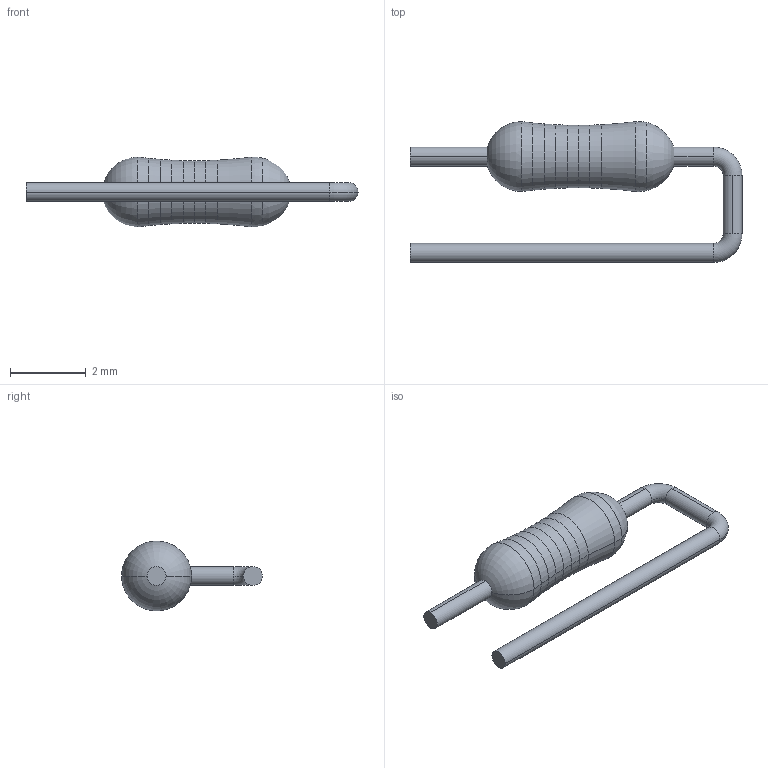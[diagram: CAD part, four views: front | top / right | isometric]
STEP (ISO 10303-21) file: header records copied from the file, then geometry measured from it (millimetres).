
FILE_DESCRIPTION (( 'STEP AP214' ), '1' );
FILE_NAME ('BD802CB6-05F2-49BD-B043-E93C21E22073.STEP', '2009-04-06T08:34:46', ( 'SysAdmin' ), ( 'SolidWorks' ), 'SwSTEP 2.0', 'SolidWorks 2009', '' );
FILE_SCHEMA (( 'AUTOMOTIVE_DESIGN' ));
Length unit declared in the file: millimetre
Products named in the file (1): BD802CB6-05F2-49BD-B043-E93C21E22073
Bounding box: 8.75 x 3.71 x 1.84 mm (x, y, z)
Volume: 13.3 mm3; surface area: 49.8 mm2
Topology: 1 solids, 1 shells, 38 faces, 84 edges, 48 vertices
Faces by surface type: torus 28, cylinder 8, plane 2
Entity records: 1513 total; most frequent: DIRECTION 238, CARTESIAN_POINT 171, ORIENTED_EDGE 168, AXIS2_PLACEMENT_3D 115, EDGE_CURVE 84, CIRCLE 76, VERTEX_POINT 48, UNCERTAINTY_MEASURE_WITH_UNIT 40
